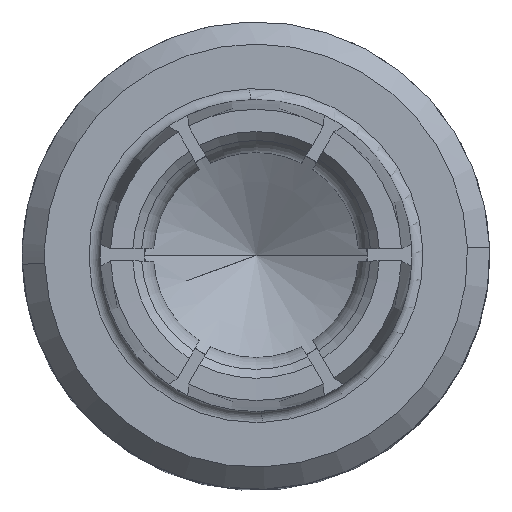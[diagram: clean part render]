
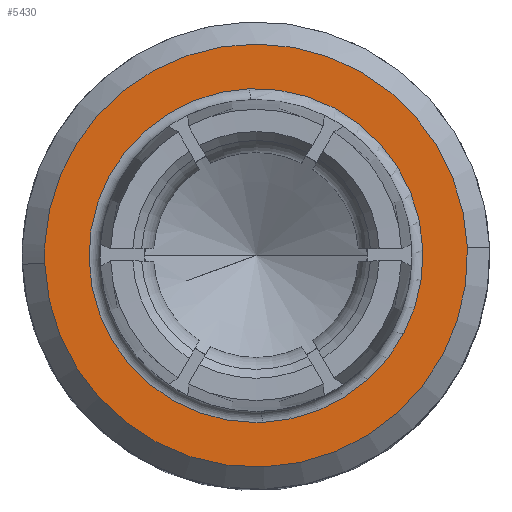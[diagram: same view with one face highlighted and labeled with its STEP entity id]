
A CAD part, top view. The second image highlights one B-rep face of the part: STEP entity #5430.
In plain terms, the highlighted face is planar.
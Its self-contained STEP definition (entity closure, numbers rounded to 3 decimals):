
#5000=CARTESIAN_POINT('',(29.007,37.707,
-4.382));
#5010=DIRECTION('',(0.,1.,0.));
#5020=DIRECTION('',(-1.,0.,0.));
#5030=AXIS2_PLACEMENT_3D('',#5000,#5010,#5020);
#5040=PLANE('',#5030);
#5050=CARTESIAN_POINT('',(35.922,37.707,
-11.464));
#5060=DIRECTION('',(0.,1.,0.));
#5070=DIRECTION('',(-1.,0.,0.));
#5080=AXIS2_PLACEMENT_3D('',#5050,#5060,#5070);
#5090=CIRCLE('',#5080,7.5);
#5100=CARTESIAN_POINT('',(43.417,37.707,
-11.188));
#5110=VERTEX_POINT('',#5100);
#5120=CARTESIAN_POINT('',(43.422,37.707,
-11.464));
#5130=VERTEX_POINT('',#5120);
#5140=EDGE_CURVE('',#5110,#5130,#5090,.T.);
#5150=ORIENTED_EDGE('',*,*,#5140,.F.);
#5160=CARTESIAN_POINT('',(28.422,37.707,
-11.464));
#5170=VERTEX_POINT('',#5160);
#5180=EDGE_CURVE('',#5130,#5170,#5090,.T.);
#5190=ORIENTED_EDGE('',*,*,#5180,.F.);
#5200=EDGE_CURVE('',#5170,#5110,#5090,.T.);
#5210=ORIENTED_EDGE('',*,*,#5200,.F.);
#5220=EDGE_LOOP('',(#5210,#5190,#5150));
#5230=FACE_BOUND('',#5220,.T.);
#5240=CARTESIAN_POINT('',(35.922,37.707,
-11.464));
#5250=DIRECTION('',(0.,-1.,0.));
#5260=DIRECTION('',(-0.,0.,-1.));
#5270=AXIS2_PLACEMENT_3D('',#5240,#5250,#5260);
#5280=CIRCLE('',#5270,9.5);
#5290=CARTESIAN_POINT('',(35.094,37.707,
-2.));
#5300=VERTEX_POINT('',#5290);
#5310=CARTESIAN_POINT('',(35.922,37.707,
-20.964));
#5320=VERTEX_POINT('',#5310);
#5330=EDGE_CURVE('',#5300,#5320,#5280,.T.);
#5340=ORIENTED_EDGE('',*,*,#5330,.F.);
#5350=CARTESIAN_POINT('',(35.922,37.707,
-1.964));
#5360=VERTEX_POINT('',#5350);
#5370=EDGE_CURVE('',#5320,#5360,#5280,.T.);
#5380=ORIENTED_EDGE('',*,*,#5370,.F.);
#5390=EDGE_CURVE('',#5360,#5300,#5280,.T.);
#5400=ORIENTED_EDGE('',*,*,#5390,.F.);
#5410=EDGE_LOOP('',(#5400,#5380,#5340));
#5420=FACE_OUTER_BOUND('',#5410,.T.);
#5430=ADVANCED_FACE('',(#5230,#5420),#5040,.T.);
